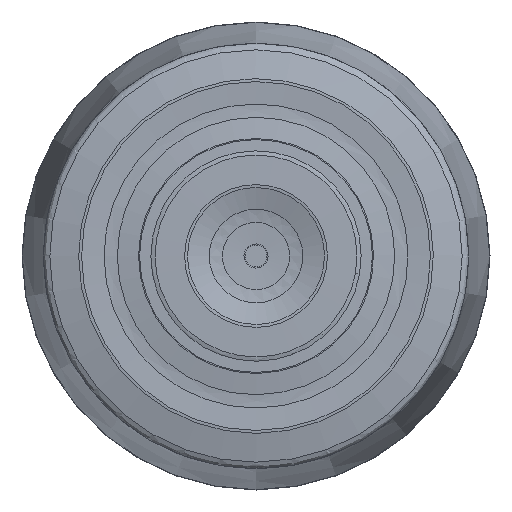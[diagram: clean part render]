
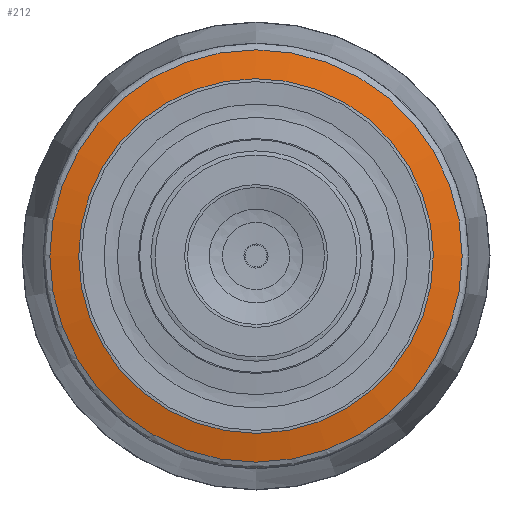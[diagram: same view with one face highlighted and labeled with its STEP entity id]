
A CAD part, left-side view. The second image highlights one B-rep face of the part: STEP entity #212.
In plain terms, the highlighted face is a revolution surface.
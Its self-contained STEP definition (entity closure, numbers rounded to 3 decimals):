
#44=SURFACE_OF_REVOLUTION('',#111,#79);
#79=AXIS1_PLACEMENT('',#1172,#962);
#111=LINE('',#1171,#129);
#129=VECTOR('',#961,2.783);
#212=ADVANCED_FACE('',(#300,#301),#44,.T.);
#300=FACE_BOUND('',#412,.T.);
#301=FACE_BOUND('',#413,.T.);
#412=EDGE_LOOP('',(#524));
#413=EDGE_LOOP('',(#525));
#524=ORIENTED_EDGE('',*,*,#667,.F.);
#525=ORIENTED_EDGE('',*,*,#666,.T.);
#610=VERTEX_POINT('',#1160);
#611=VERTEX_POINT('',#1170);
#666=EDGE_CURVE('',#610,#610,#723,.T.);
#667=EDGE_CURVE('',#611,#611,#724,.T.);
#723=CIRCLE('',#807,16.671);
#724=CIRCLE('',#808,19.384);
#807=AXIS2_PLACEMENT_3D('',#1159,#956,#957);
#808=AXIS2_PLACEMENT_3D('',#1169,#959,#960);
#956=DIRECTION('',(1.,0.,0.));
#957=DIRECTION('',(0.,0.,-1.));
#959=DIRECTION('',(1.,0.,0.));
#960=DIRECTION('',(0.,0.,-1.));
#961=DIRECTION('',(0.216,-0.969,0.119));
#962=DIRECTION('',(1.,0.,0.));
#1159=CARTESIAN_POINT('',(0.461,0.,0.));
#1160=CARTESIAN_POINT('',(0.461,0.,-16.671));
#1169=CARTESIAN_POINT('',(1.064,0.,0.));
#1170=CARTESIAN_POINT('',(1.064,0.,-19.384));
#1171=CARTESIAN_POINT('',(0.461,-16.396,3.021));
#1172=CARTESIAN_POINT('',(10.,0.,0.));
